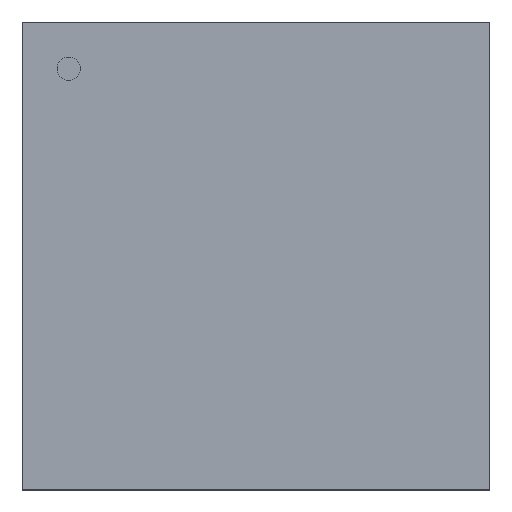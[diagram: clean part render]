
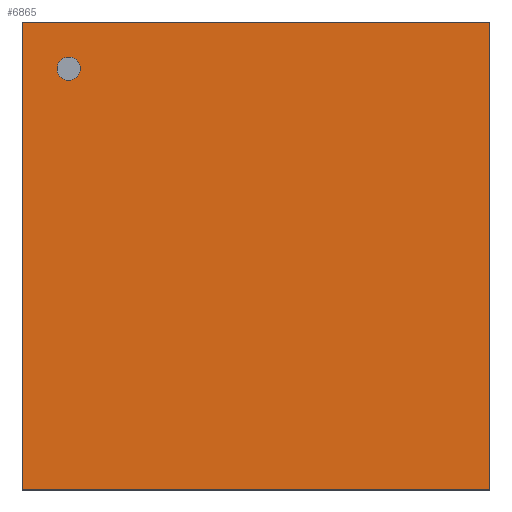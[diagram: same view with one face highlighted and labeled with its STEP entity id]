
A CAD part, top view. The second image highlights one B-rep face of the part: STEP entity #6865.
In plain terms, the highlighted planar face has unit normal (0, 0, 1).
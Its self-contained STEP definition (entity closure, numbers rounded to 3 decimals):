
#6641=CARTESIAN_POINT('',(8.001,-8.001,1.295));
#6640=VERTEX_POINT('',#6641);
#6651=CARTESIAN_POINT('',(-8.001,-8.001,1.295));
#6650=VERTEX_POINT('',#6651);
#6649=EDGE_CURVE('',#6650,#6640,#6654,.T.);
#6654=LINE('',#6651,#6656);
#6656=VECTOR('',#6657,16.002);
#6657=DIRECTION('',(1.0,0.0,0.0));
#6690=CARTESIAN_POINT('',(8.001,8.001,1.295));
#6689=VERTEX_POINT('',#6690);
#6698=EDGE_CURVE('',#6640,#6689,#6703,.T.);
#6703=LINE('',#6641,#6705);
#6705=VECTOR('',#6706,16.002);
#6706=DIRECTION('',(0.0,1.0,0.0));
#6739=CARTESIAN_POINT('',(-8.001,8.001,1.295));
#6738=VERTEX_POINT('',#6739);
#6747=EDGE_CURVE('',#6689,#6738,#6752,.T.);
#6752=LINE('',#6690,#6754);
#6754=VECTOR('',#6755,16.002);
#6755=DIRECTION('',(-1.0,0.0,0.0));
#6796=EDGE_CURVE('',#6738,#6650,#6801,.T.);
#6801=LINE('',#6739,#6803);
#6803=VECTOR('',#6804,16.002);
#6804=DIRECTION('',(0.0,-1.0,0.0));
#6865=ADVANCED_FACE('',(#6871),#6866,.T.);
#6866=PLANE('',#6867);
#6867=AXIS2_PLACEMENT_3D('',#6868,#6869,#6870);
#6868=CARTESIAN_POINT('',(-8.001,-8.001,1.295));
#6869=DIRECTION('',(0.0,0.0,1.0));
#6870=DIRECTION('',(0.,1.,0.));
#6871=FACE_OUTER_BOUND('',#6872,.T.);
#6872=EDGE_LOOP('',(#6873,#6883,#6893,#6903));
#6873=ORIENTED_EDGE('',*,*,#6649,.T.);
#6883=ORIENTED_EDGE('',*,*,#6698,.T.);
#6893=ORIENTED_EDGE('',*,*,#6747,.T.);
#6903=ORIENTED_EDGE('',*,*,#6796,.T.);
